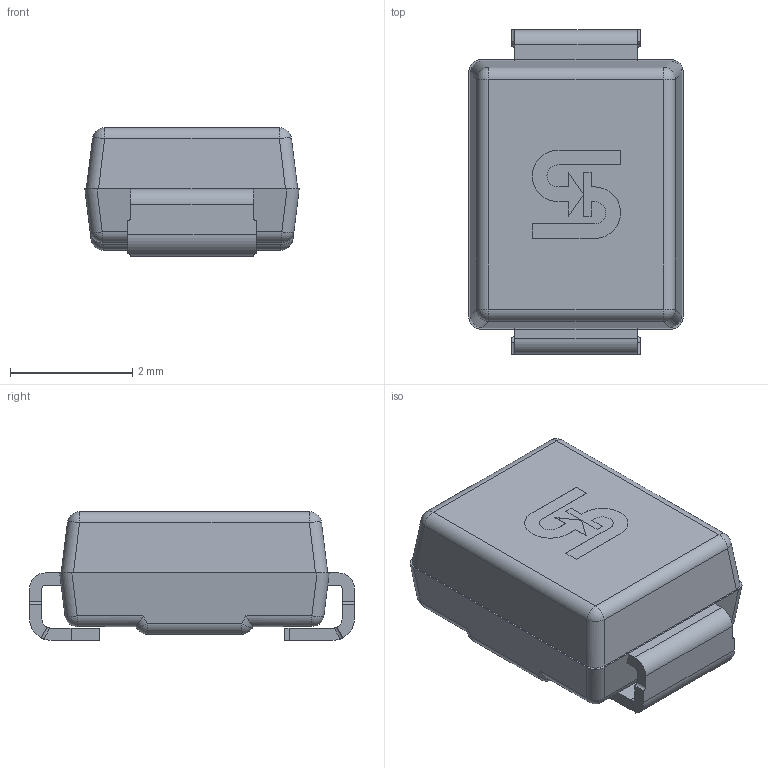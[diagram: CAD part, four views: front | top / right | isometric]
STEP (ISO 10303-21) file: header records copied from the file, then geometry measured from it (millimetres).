
FILE_DESCRIPTION(/* description */ (''),/* implementation_level */ '2;1');
FILE_NAME(/* name */ 'Matrix SMB Outline Structure.stp',/* time_stamp */ '2020-04-24T10:12:10+08:00',/* author */ ('he.song'),/* organization */ (''),/* preprocessor_version */ 'ST-DEVELOPER v16.13',/* originating_system */ 'Autodesk Inventor 2018',/* authorisation */ '');
FILE_SCHEMA (('AUTOMOTIVE_DESIGN { 1 0 10303 214 3 1 1 }'));
Length unit declared in the file: millimetre
Products named in the file (4): Matrix; Matrix SMB LF1; Matrix SMB Body; 印字
Assembly tree (3 placements, depth 2):
  Matrix
    Matrix SMB LF1
    Matrix SMB Body
    印字
Bounding box: 3.5 x 5.3 x 2.1 mm (x, y, z)
Volume: 29.1 mm3; surface area: 78 mm2
Topology: 5 solids, 5 shells, 127 faces, 311 edges, 194 vertices
Faces by surface type: plane 69, cylinder 46, sphere 12
Entity records: 3924 total; most frequent: CARTESIAN_POINT 712, DIRECTION 665, ORIENTED_EDGE 624, EDGE_CURVE 311, AXIS2_PLACEMENT_3D 227, LINE 211, VECTOR 211, VERTEX_POINT 194
